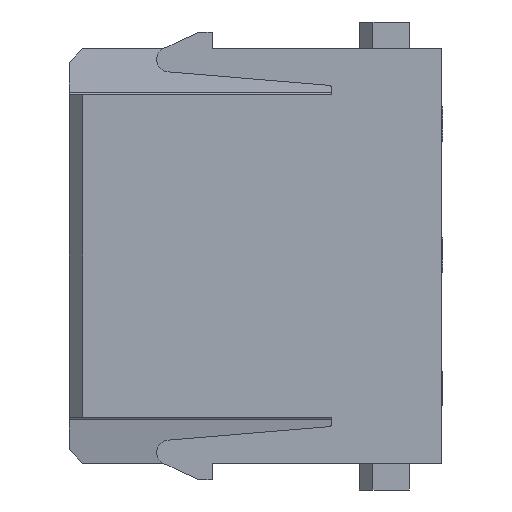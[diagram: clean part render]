
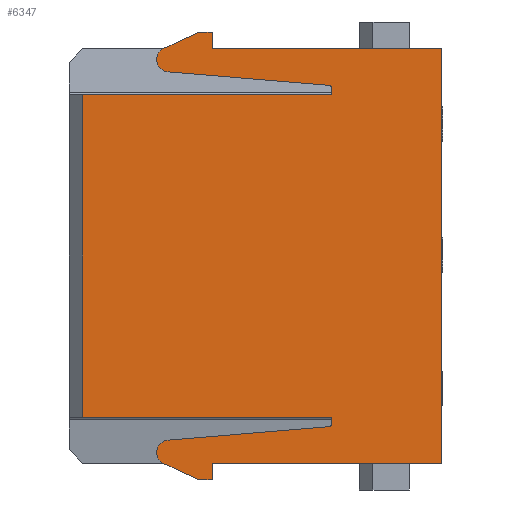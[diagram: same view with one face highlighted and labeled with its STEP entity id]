
A CAD part, left-side view. The second image highlights one B-rep face of the part: STEP entity #6347.
In plain terms, the highlighted planar face has unit normal (-1, 0, 0).
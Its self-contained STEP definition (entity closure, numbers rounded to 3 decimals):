
#1611=CARTESIAN_POINT('',(-7.3,-18.9,12.174));
#1612=DIRECTION('',(-1.,0.,0.));
#1613=DIRECTION('',(0.,-1.,0.));
#1614=AXIS2_PLACEMENT_3D('',#1611,#1612,#1613);
#1616=DIRECTION('',(0.,0.996,0.084));
#1617=VECTOR('',#1616,11.745);
#1618=CARTESIAN_POINT('',(-7.3,-18.925,12.473));
#1619=LINE('',#1618,#1617);
#1620=CARTESIAN_POINT('',(-7.3,-7.296,14.353));
#1621=DIRECTION('',(1.,0.,0.));
#1622=DIRECTION('',(0.,0.084,-0.996));
#1623=AXIS2_PLACEMENT_3D('',#1620,#1621,#1622);
#1625=DIRECTION('',(0.,-0.906,0.423));
#1626=VECTOR('',#1625,2.796);
#1627=CARTESIAN_POINT('',(-7.3,-6.916,15.168));
#1628=LINE('',#1627,#1626);
#1629=DIRECTION('',(0.,-1.,0.));
#1630=VECTOR('',#1629,16.75);
#1631=CARTESIAN_POINT('',(-7.3,-10.45,15.15));
#1632=LINE('',#1631,#1630);
#1633=DIRECTION('',(0.,0.,-1.));
#1634=VECTOR('',#1633,30.3);
#1635=CARTESIAN_POINT('',(-7.3,-27.2,15.15));
#1636=LINE('',#1635,#1634);
#1637=DIRECTION('',(0.,1.,0.));
#1638=VECTOR('',#1637,16.75);
#1639=CARTESIAN_POINT('',(-7.3,-27.2,-15.15));
#1640=LINE('',#1639,#1638);
#1641=DIRECTION('',(0.,0.,-1.));
#1642=VECTOR('',#1641,1.2);
#1643=CARTESIAN_POINT('',(-7.3,-10.45,-15.15));
#1644=LINE('',#1643,#1642);
#1645=DIRECTION('',(0.,1.,0.));
#1646=VECTOR('',#1645,1.);
#1647=CARTESIAN_POINT('',(-7.3,-10.45,-16.35));
#1648=LINE('',#1647,#1646);
#1649=DIRECTION('',(0.,0.906,0.423));
#1650=VECTOR('',#1649,2.796);
#1651=CARTESIAN_POINT('',(-7.3,-9.45,-16.35));
#1652=LINE('',#1651,#1650);
#1653=CARTESIAN_POINT('',(-7.3,-7.296,-14.353));
#1654=DIRECTION('',(1.,0.,0.));
#1655=DIRECTION('',(0.,0.423,-0.906));
#1656=AXIS2_PLACEMENT_3D('',#1653,#1654,#1655);
#1658=DIRECTION('',(0.,-0.996,0.084));
#1659=VECTOR('',#1658,11.745);
#1660=CARTESIAN_POINT('',(-7.3,-7.221,-13.456));
#1661=LINE('',#1660,#1659);
#1662=CARTESIAN_POINT('',(-7.3,-18.9,-12.174));
#1663=DIRECTION('',(-1.,0.,0.));
#1664=DIRECTION('',(0.,-0.084,-0.996));
#1665=AXIS2_PLACEMENT_3D('',#1662,#1663,#1664);
#1667=DIRECTION('',(0.,1.,0.));
#1668=VECTOR('',#1667,18.2);
#1669=CARTESIAN_POINT('',(-7.3,-19.2,-11.8));
#1670=LINE('',#1669,#1668);
#1671=DIRECTION('',(0.,0.,-1.));
#1672=VECTOR('',#1671,23.6);
#1673=CARTESIAN_POINT('',(-7.3,-1.,11.8));
#1674=LINE('',#1673,#1672);
#1708=DIRECTION('',(0.,0.,-1.));
#1709=VECTOR('',#1708,0.374);
#1710=CARTESIAN_POINT('',(-7.3,-19.2,-11.8));
#1711=LINE('',#1710,#1709);
#1803=DIRECTION('',(0.,1.,0.));
#1804=VECTOR('',#1803,18.2);
#1805=CARTESIAN_POINT('',(-7.3,-19.2,11.8));
#1806=LINE('',#1805,#1804);
#1839=DIRECTION('',(0.,0.,-1.));
#1840=VECTOR('',#1839,0.374);
#1841=CARTESIAN_POINT('',(-7.3,-19.2,12.174));
#1842=LINE('',#1841,#1840);
#1919=DIRECTION('',(0.,1.,0.));
#1920=VECTOR('',#1919,1.);
#1921=CARTESIAN_POINT('',(-7.3,-10.45,16.35));
#1922=LINE('',#1921,#1920);
#1927=DIRECTION('',(0.,0.,1.));
#1928=VECTOR('',#1927,1.2);
#1929=CARTESIAN_POINT('',(-7.3,-10.45,15.15));
#1930=LINE('',#1929,#1928);
#3661=CARTESIAN_POINT('',(-7.3,-1.,-11.8));
#3662=VERTEX_POINT('',#3661);
#3663=CARTESIAN_POINT('',(-7.3,-1.,11.8));
#3664=VERTEX_POINT('',#3663);
#3665=CARTESIAN_POINT('',(-7.3,-19.2,12.174));
#3666=CARTESIAN_POINT('',(-7.3,-19.2,11.8));
#3667=VERTEX_POINT('',#3665);
#3668=VERTEX_POINT('',#3666);
#3669=CARTESIAN_POINT('',(-7.3,-18.925,12.473));
#3670=VERTEX_POINT('',#3669);
#3671=CARTESIAN_POINT('',(-7.3,-7.221,13.456));
#3672=VERTEX_POINT('',#3671);
#3673=CARTESIAN_POINT('',(-7.3,-6.916,15.168));
#3674=CARTESIAN_POINT('',(-7.3,-9.45,16.35));
#3675=VERTEX_POINT('',#3673);
#3676=VERTEX_POINT('',#3674);
#3677=CARTESIAN_POINT('',(-7.3,-10.45,16.35));
#3678=VERTEX_POINT('',#3677);
#3679=CARTESIAN_POINT('',(-7.3,-10.45,15.15));
#3680=VERTEX_POINT('',#3679);
#3681=CARTESIAN_POINT('',(-7.3,-27.2,15.15));
#3682=VERTEX_POINT('',#3681);
#3683=CARTESIAN_POINT('',(-7.3,-27.2,-15.15));
#3684=VERTEX_POINT('',#3683);
#3685=CARTESIAN_POINT('',(-7.3,-10.45,-15.15));
#3686=VERTEX_POINT('',#3685);
#3687=CARTESIAN_POINT('',(-7.3,-10.45,-16.35));
#3688=VERTEX_POINT('',#3687);
#3689=CARTESIAN_POINT('',(-7.3,-9.45,-16.35));
#3690=VERTEX_POINT('',#3689);
#3691=CARTESIAN_POINT('',(-7.3,-6.916,-15.168));
#3692=VERTEX_POINT('',#3691);
#3693=CARTESIAN_POINT('',(-7.3,-7.221,-13.456));
#3694=CARTESIAN_POINT('',(-7.3,-18.925,-12.473));
#3695=VERTEX_POINT('',#3693);
#3696=VERTEX_POINT('',#3694);
#3697=CARTESIAN_POINT('',(-7.3,-19.2,-12.174));
#3698=VERTEX_POINT('',#3697);
#3699=CARTESIAN_POINT('',(-7.3,-19.2,-11.8));
#3700=VERTEX_POINT('',#3699);
#6303=CARTESIAN_POINT('',(-7.3,0.,-15.15));
#6304=DIRECTION('',(-1.,0.,0.));
#6305=DIRECTION('',(0.,0.,1.));
#6306=AXIS2_PLACEMENT_3D('',#6303,#6304,#6305);
#6307=PLANE('',#6306);
#6309=ORIENTED_EDGE('',*,*,#6308,.F.);
#6311=ORIENTED_EDGE('',*,*,#6310,.F.);
#6313=ORIENTED_EDGE('',*,*,#6312,.F.);
#6315=ORIENTED_EDGE('',*,*,#6314,.T.);
#6317=ORIENTED_EDGE('',*,*,#6316,.T.);
#6319=ORIENTED_EDGE('',*,*,#6318,.T.);
#6321=ORIENTED_EDGE('',*,*,#6320,.T.);
#6323=ORIENTED_EDGE('',*,*,#6322,.F.);
#6325=ORIENTED_EDGE('',*,*,#6324,.F.);
#6326=ORIENTED_EDGE('',*,*,#6255,.T.);
#6327=ORIENTED_EDGE('',*,*,#5666,.T.);
#6328=ORIENTED_EDGE('',*,*,#5901,.T.);
#6330=ORIENTED_EDGE('',*,*,#6329,.T.);
#6332=ORIENTED_EDGE('',*,*,#6331,.T.);
#6334=ORIENTED_EDGE('',*,*,#6333,.T.);
#6336=ORIENTED_EDGE('',*,*,#6335,.T.);
#6338=ORIENTED_EDGE('',*,*,#6337,.T.);
#6340=ORIENTED_EDGE('',*,*,#6339,.T.);
#6342=ORIENTED_EDGE('',*,*,#6341,.F.);
#6344=ORIENTED_EDGE('',*,*,#6343,.T.);
#6345=EDGE_LOOP('',(#6309,#6311,#6313,#6315,#6317,#6319,#6321,#6323,#6325,#6326,
#6327,#6328,#6330,#6332,#6334,#6336,#6338,#6340,#6342,#6344));
#6346=FACE_OUTER_BOUND('',#6345,.F.);
#6347=ADVANCED_FACE('',(#6346),#6307,.T.);
#1615=CIRCLE('',#1614,0.3);
#1624=CIRCLE('',#1623,0.9);
#1657=CIRCLE('',#1656,0.9);
#1666=CIRCLE('',#1665,0.3);
#5666=EDGE_CURVE('',#3682,#3684,#1636,.T.);
#5901=EDGE_CURVE('',#3684,#3686,#1640,.T.);
#6255=EDGE_CURVE('',#3680,#3682,#1632,.T.);
#6308=EDGE_CURVE('',#3664,#3662,#1674,.T.);
#6310=EDGE_CURVE('',#3668,#3664,#1806,.T.);
#6312=EDGE_CURVE('',#3667,#3668,#1842,.T.);
#6314=EDGE_CURVE('',#3667,#3670,#1615,.T.);
#6316=EDGE_CURVE('',#3670,#3672,#1619,.T.);
#6318=EDGE_CURVE('',#3672,#3675,#1624,.T.);
#6320=EDGE_CURVE('',#3675,#3676,#1628,.T.);
#6322=EDGE_CURVE('',#3678,#3676,#1922,.T.);
#6324=EDGE_CURVE('',#3680,#3678,#1930,.T.);
#6329=EDGE_CURVE('',#3686,#3688,#1644,.T.);
#6331=EDGE_CURVE('',#3688,#3690,#1648,.T.);
#6333=EDGE_CURVE('',#3690,#3692,#1652,.T.);
#6335=EDGE_CURVE('',#3692,#3695,#1657,.T.);
#6337=EDGE_CURVE('',#3695,#3696,#1661,.T.);
#6339=EDGE_CURVE('',#3696,#3698,#1666,.T.);
#6341=EDGE_CURVE('',#3700,#3698,#1711,.T.);
#6343=EDGE_CURVE('',#3700,#3662,#1670,.T.);
